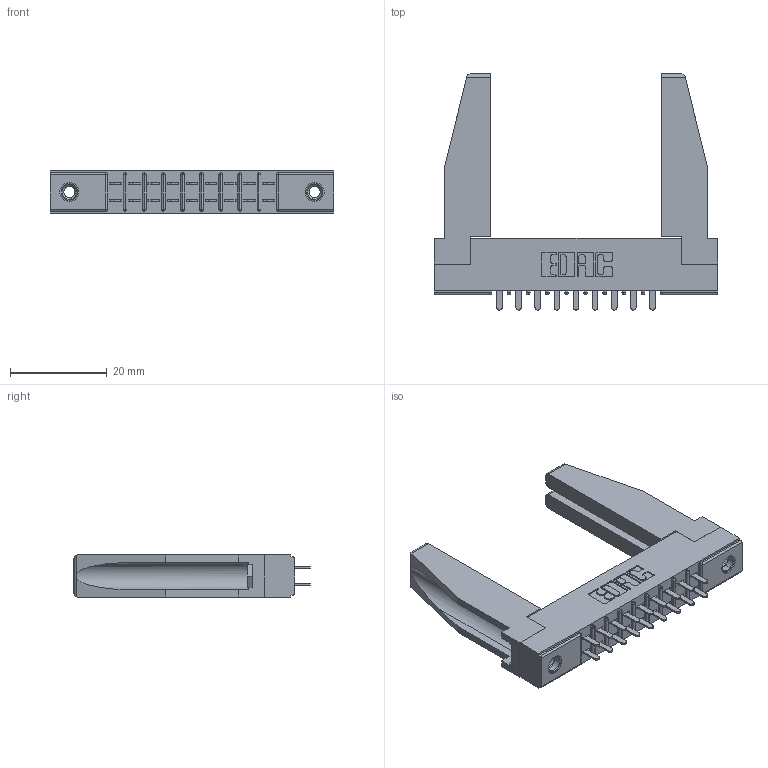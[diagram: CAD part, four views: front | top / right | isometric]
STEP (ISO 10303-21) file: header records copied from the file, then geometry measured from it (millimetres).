
FILE_DESCRIPTION (( 'STEP AP203' ), '1' );
FILE_NAME ('315-018-521-278.STEP', '2019-09-10T14:02:08', ( '' ), ( '' ), 'SwSTEP 2.0', 'SolidWorks 2016', '' );
FILE_SCHEMA (( 'CONFIG_CONTROL_DESIGN' ));
Length unit declared in the file: inch
Products named in the file (5): 307-220-078; 345-250-001_345-250-001-102; 305-290-001_521; 315-018-521-278; 305 Part_.156 Dia
Assembly tree (23 placements, depth 2):
  315-018-521-278
    305 Part_.156 Dia
    305-290-001_521  x18
    345-250-001_345-250-001-102  x2
    307-220-078  x2
Bounding box: 58.67 x 48.9 x 8.71 mm (x, y, z)
Volume: 7680.3 mm3; surface area: 9935.1 mm2
Topology: 23 solids, 23 shells, 1074 faces, 3013 edges, 1950 vertices
Faces by surface type: plane 638, cylinder 384, sphere 36, cone 12, torus 4
Entity records: 16081 total; most frequent: CARTESIAN_POINT 2667, ORIENTED_EDGE 2600, DIRECTION 2564, EDGE_CURVE 1300, VECTOR 1014, LINE 1014, VERTEX_POINT 836, AXIS2_PLACEMENT_3D 775
